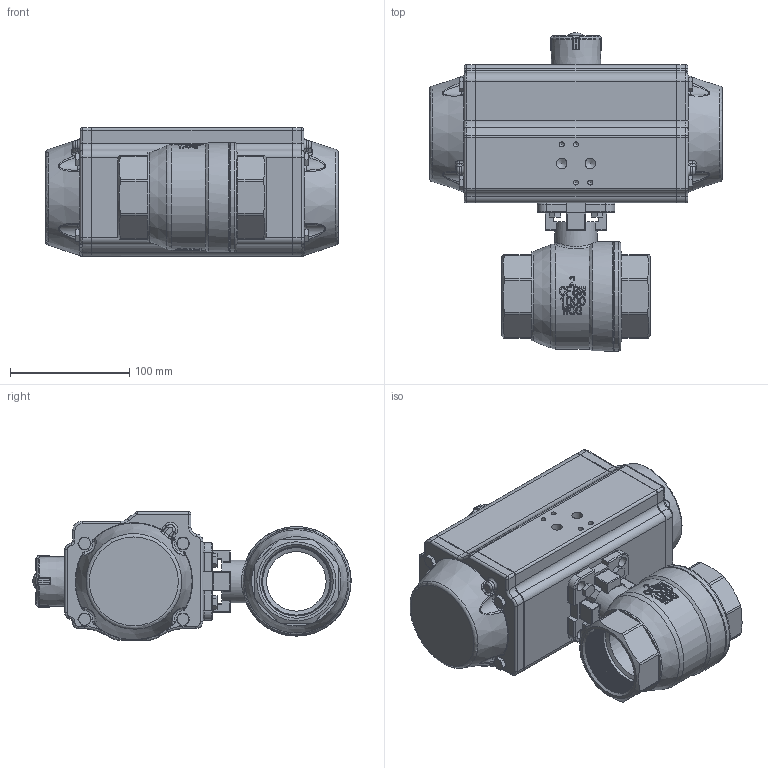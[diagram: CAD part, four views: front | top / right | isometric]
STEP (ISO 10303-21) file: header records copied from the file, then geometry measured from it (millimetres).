
FILE_DESCRIPTION(/* description */ ('Unknown'),/* implementation_level */ '2;1');
FILE_NAME(/* name */ 'FR04 9650-09',/* time_stamp */ '2022-10-24T11:01:41+02:00',/* author */ ('Unknown'),/* organization */ ('Unknown'),/* preprocessor_version */ 'ST-DEVELOPER v16.7',/* originating_system */ 'Solid Edge',/* authorisation */ 'Unknown');
FILE_SCHEMA (('AUTOMOTIVE_DESIGN {1 0 10303 214 3 1 1}'));
Products named in the file (12): DW36-8.650.050; DW05_FR04_(DW110_FR81); ____; ________(___________; _____________; ______; hexagon head bolts--product grade c gb_GB_FASTENER_BOLT_HHBC M6X30-N; cup head nib bolts with large head gb_GB_FASTENER_BOLT_CHNBW M6X25-N; KP-88; 8.650.050; 2-1000WOG KV-L20 DN50 ____; DIN558_M_6x16.1.3
Assembly tree (23 placements, depth 4):
  DW36-8.650.050
    DW05_FR04_(DW110_FR81)
      ____
        ________(___________  x2
        _____________  x2
        ______
      hexagon head bolts--product grade c gb_GB_FASTENER_BOLT_HHBC M6X30-N  x8
      cup head nib bolts with large head gb_GB_FASTENER_BOLT_CHNBW M6X25-N
      KP-88
    8.650.050
      2-1000WOG KV-L20 DN50 ____
    DIN558_M_6x16.1.3  x4
Bounding box: 246 x 267.31 x 108 mm (x, y, z)
Volume: 2876510.4 mm3; surface area: 226603.9 mm2
Topology: 20 solids, 20 shells, 1594 faces, 4057 edges, 2544 vertices
Faces by surface type: plane 554, cylinder 442, bspline 244, cone 201, torus 134, sphere 19
Full cylindrical faces by diameter (mm): 3 x16, 3.3 x10, 4.2 x4, 4.66 x1, 5 x17, 6 x13, 6.2 x1, 6.8 x4, 7 x4, 8.8 x2, 9 x4, 16 x1, 24.6 x1, 24.8 x1, 35.2 x1, 36 x1, 38.5 x1, 40 x1, 50 x2, 68 x1, 75 x1, 92 x2
Entity records: 81225 total; most frequent: CARTESIAN_POINT 52332, ORIENTED_EDGE 6146, DIRECTION 5469, EDGE_CURVE 3073, AXIS2_PLACEMENT_3D 2120, VERTEX_POINT 2096, FACE_BOUND 1499, EDGE_LOOP 1476
